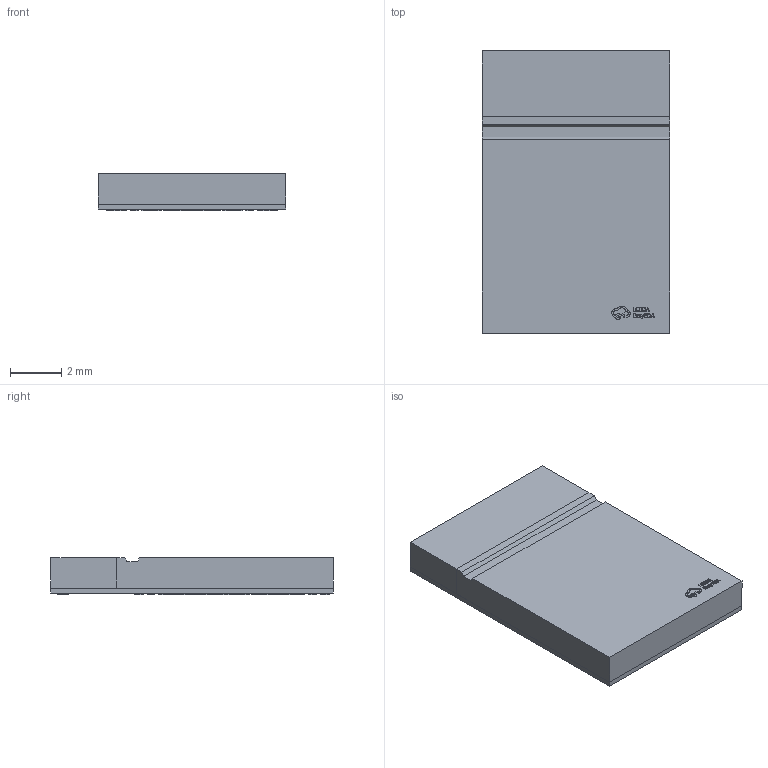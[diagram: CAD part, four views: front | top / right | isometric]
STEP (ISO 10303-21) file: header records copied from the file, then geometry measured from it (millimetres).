
FILE_DESCRIPTION (( 'STEP AP214' ), '1' );
FILE_NAME ('LCC-LGA-86_L11.0-W7.3_STM32WB5MMGH6TR.STEP', '2025-08-17T09:27:42', ( 'User' ), ( 'China' ), 'SwSTEP 2.0', 'SolidWorks 2020', '' );
FILE_SCHEMA (( 'AUTOMOTIVE_DESIGN' ));
Length unit declared in the file: millimetre
Products named in the file (1): LCC-LGA-86_L11.0-W7.3_STM32WB5MMGH6TR
Bounding box: 7.3 x 11 x 1.45 mm (x, y, z)
Volume: 110.9 mm3; surface area: 397.9 mm2
Topology: 3 solids, 3 shells, 676 faces, 1695 edges, 1130 vertices
Faces by surface type: plane 578, bspline 98
Entity records: 27859 total; most frequent: CARTESIAN_POINT 4808, ORIENTED_EDGE 3390, DIRECTION 2653, EDGE_CURVE 1695, LINE 1495, VECTOR 1495, VERTEX_POINT 1130, EDGE_LOOP 781
